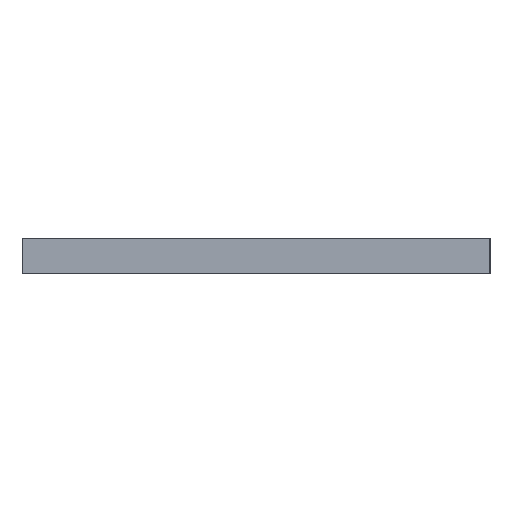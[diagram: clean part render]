
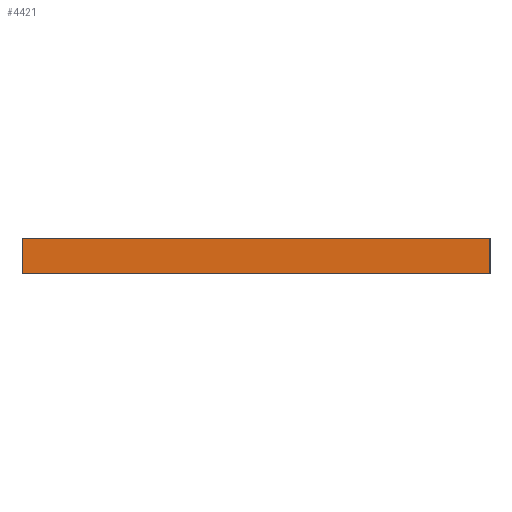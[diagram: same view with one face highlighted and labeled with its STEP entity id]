
A CAD part, left-side view. The second image highlights one B-rep face of the part: STEP entity #4421.
In plain terms, the highlighted planar face has unit normal (-1, 0, 0).
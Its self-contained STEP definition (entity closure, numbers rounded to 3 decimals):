
#146 = VERTEX_POINT('',#147);
#147 = CARTESIAN_POINT('',(25.4,-24.384,0.));
#153 = EDGE_CURVE('',#154,#146,#156,.T.);
#154 = VERTEX_POINT('',#155);
#155 = CARTESIAN_POINT('',(25.4,-45.466,0.));
#156 = LINE('',#157,#158);
#157 = CARTESIAN_POINT('',(25.4,-45.466,0.));
#158 = VECTOR('',#159,1.);
#159 = DIRECTION('',(0.,1.,0.));
#2270 = VERTEX_POINT('',#2271);
#2271 = CARTESIAN_POINT('',(25.4,-24.384,1.6));
#2277 = EDGE_CURVE('',#2278,#2270,#2280,.T.);
#2278 = VERTEX_POINT('',#2279);
#2279 = CARTESIAN_POINT('',(25.4,-45.466,1.6));
#2280 = LINE('',#2281,#2282);
#2281 = CARTESIAN_POINT('',(25.4,-45.466,1.6));
#2282 = VECTOR('',#2283,1.);
#2283 = DIRECTION('',(0.,1.,0.));
#4391 = EDGE_CURVE('',#146,#2270,#4392,.T.);
#4392 = LINE('',#4393,#4394);
#4393 = CARTESIAN_POINT('',(25.4,-24.384,0.));
#4394 = VECTOR('',#4395,1.);
#4395 = DIRECTION('',(0.,0.,1.));
#4421 = ADVANCED_FACE('',(#4422),#4433,.T.);
#4422 = FACE_BOUND('',#4423,.T.);
#4423 = EDGE_LOOP('',(#4424,#4430,#4431,#4432));
#4424 = ORIENTED_EDGE('',*,*,#4425,.T.);
#4425 = EDGE_CURVE('',#154,#2278,#4426,.T.);
#4426 = LINE('',#4427,#4428);
#4427 = CARTESIAN_POINT('',(25.4,-45.466,0.));
#4428 = VECTOR('',#4429,1.);
#4429 = DIRECTION('',(0.,0.,1.));
#4430 = ORIENTED_EDGE('',*,*,#2277,.T.);
#4431 = ORIENTED_EDGE('',*,*,#4391,.F.);
#4432 = ORIENTED_EDGE('',*,*,#153,.F.);
#4433 = PLANE('',#4434);
#4434 = AXIS2_PLACEMENT_3D('',#4435,#4436,#4437);
#4435 = CARTESIAN_POINT('',(25.4,-45.466,0.));
#4436 = DIRECTION('',(-1.,0.,0.));
#4437 = DIRECTION('',(0.,1.,0.));
